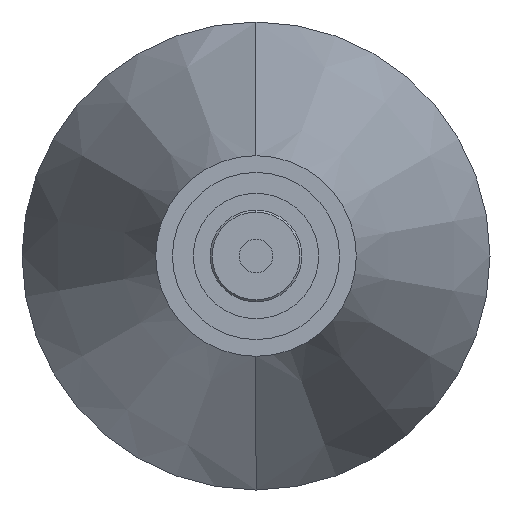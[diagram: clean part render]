
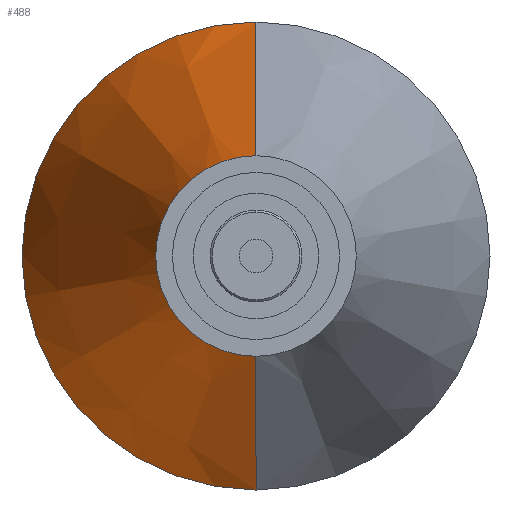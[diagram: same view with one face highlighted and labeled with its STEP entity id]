
A CAD part, left-side view. The second image highlights one B-rep face of the part: STEP entity #488.
In plain terms, the highlighted conical face has half-angle 17.913 degrees and reference radius 56 mm.
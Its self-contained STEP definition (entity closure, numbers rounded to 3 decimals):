
#18 = CARTESIAN_POINT ( 'NONE',  ( 221.12, 0., 0. ) ) ;
#86 = CARTESIAN_POINT ( 'NONE',  ( 221.12, 0., 56. ) ) ;
#145 = CARTESIAN_POINT ( 'NONE',  ( 221.12, 0., -56. ) ) ;
#146 = ORIENTED_EDGE ( 'NONE', *, *, #321, .F. ) ;
#163 = VERTEX_POINT ( 'NONE', #605 ) ;
#178 = CIRCLE ( 'NONE', #562, 56. ) ;
#208 = CARTESIAN_POINT ( 'NONE',  ( 221.12, 0., 0. ) ) ;
#229 = DIRECTION ( 'NONE',  ( 1., 0., 0. ) ) ;
#236 = VERTEX_POINT ( 'NONE', #145 ) ;
#286 = DIRECTION ( 'NONE',  ( 0., 0., -1. ) ) ;
#321 = EDGE_CURVE ( 'NONE', #590, #163, #622, .T. ) ;
#332 = AXIS2_PLACEMENT_3D ( 'NONE', #384, #419, #535 ) ;
#334 = EDGE_CURVE ( 'NONE', #601, #236, #178, .T. ) ;
#342 = DIRECTION ( 'NONE',  ( 0.952, 0., 0.308 ) ) ;
#358 = CARTESIAN_POINT ( 'NONE',  ( 122.12, 0., 24. ) ) ;
#369 = DIRECTION ( 'NONE',  ( -1., 0., 0. ) ) ;
#384 = CARTESIAN_POINT ( 'NONE',  ( 122.12, 0., 0. ) ) ;
#388 = CARTESIAN_POINT ( 'NONE',  ( 221.12, 0., 56. ) ) ;
#390 = CARTESIAN_POINT ( 'NONE',  ( 221.12, 0., -56. ) ) ;
#392 = EDGE_CURVE ( 'NONE', #590, #601, #541, .T. ) ;
#394 = FACE_OUTER_BOUND ( 'NONE', #420, .T. ) ;
#413 = CONICAL_SURFACE ( 'NONE', #538, 56., 0.313 ) ;
#419 = DIRECTION ( 'NONE',  ( -1., 0., 0. ) ) ;
#420 = EDGE_LOOP ( 'NONE', ( #146, #515, #551, #556 ) ) ;
#488 = ADVANCED_FACE ( 'NONE', ( #394 ), #413, .T. ) ;
#515 = ORIENTED_EDGE ( 'NONE', *, *, #392, .T. ) ;
#535 = DIRECTION ( 'NONE',  ( 0., 0., 1. ) ) ;
#538 = AXIS2_PLACEMENT_3D ( 'NONE', #18, #229, #286 ) ;
#541 = LINE ( 'NONE', #388, #549 ) ;
#549 = VECTOR ( 'NONE', #342, 1000. ) ;
#551 = ORIENTED_EDGE ( 'NONE', *, *, #334, .T. ) ;
#554 = EDGE_CURVE ( 'NONE', #163, #236, #649, .T. ) ;
#556 = ORIENTED_EDGE ( 'NONE', *, *, #554, .F. ) ;
#562 = AXIS2_PLACEMENT_3D ( 'NONE', #208, #369, #574 ) ;
#574 = DIRECTION ( 'NONE',  ( 0., 0., 1. ) ) ;
#590 = VERTEX_POINT ( 'NONE', #358 ) ;
#594 = DIRECTION ( 'NONE',  ( 0.952, 0., -0.308 ) ) ;
#601 = VERTEX_POINT ( 'NONE', #86 ) ;
#605 = CARTESIAN_POINT ( 'NONE',  ( 122.12, 0., -24. ) ) ;
#622 = CIRCLE ( 'NONE', #332, 24. ) ;
#649 = LINE ( 'NONE', #390, #688 ) ;
#688 = VECTOR ( 'NONE', #594, 1000. ) ;
